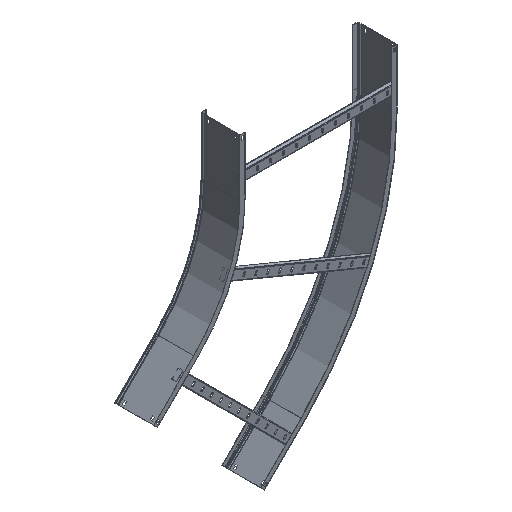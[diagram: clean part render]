
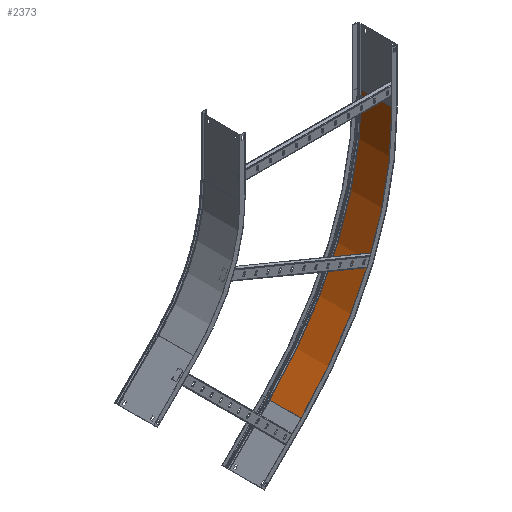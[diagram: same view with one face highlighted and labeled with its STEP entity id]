
A CAD part, isometric view. The second image highlights one B-rep face of the part: STEP entity #2373.
In plain terms, the highlighted cylindrical face has radius 1201 mm (diameter 2402 mm), a partial arc.
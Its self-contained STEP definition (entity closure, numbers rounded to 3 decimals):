
#109 = DIRECTION ( 'NONE',  ( 0., 0., 1. ) ) ;
#158 = CARTESIAN_POINT ( 'NONE',  ( 849.235, 2.2, -849.235 ) ) ;
#399 = VERTEX_POINT ( 'NONE', #5328 ) ;
#581 = EDGE_CURVE ( 'NONE', #399, #2541, #1620, .T. ) ;
#806 = CIRCLE ( 'NONE', #7384, 1201. ) ;
#1110 = CARTESIAN_POINT ( 'NONE',  ( 1201., 0., 0. ) ) ;
#1311 = VECTOR ( 'NONE', #3913, 1000. ) ;
#1493 = DIRECTION ( 'NONE',  ( 0., 1., 0. ) ) ;
#1620 = LINE ( 'NONE', #1110, #1311 ) ;
#2319 = ORIENTED_EDGE ( 'NONE', *, *, #3906, .T. ) ;
#2373 = ADVANCED_FACE ( 'NONE', ( #8237 ), #4822, .F. ) ;
#2541 = VERTEX_POINT ( 'NONE', #3247 ) ;
#2743 = VERTEX_POINT ( 'NONE', #3554 ) ;
#2995 = DIRECTION ( 'NONE',  ( 0., 0., 1. ) ) ;
#3107 = CARTESIAN_POINT ( 'NONE',  ( 0., 0., 0. ) ) ;
#3137 = CARTESIAN_POINT ( 'NONE',  ( 849.235, 1.2, -849.235 ) ) ;
#3247 = CARTESIAN_POINT ( 'NONE',  ( 1201., 134.499, 0. ) ) ;
#3554 = CARTESIAN_POINT ( 'NONE',  ( 849.235, 134.499, -849.235 ) ) ;
#3784 = VECTOR ( 'NONE', #7650, 1000. ) ;
#3906 = EDGE_CURVE ( 'NONE', #5454, #399, #7128, .T. ) ;
#3913 = DIRECTION ( 'NONE',  ( 0., 1., 0. ) ) ;
#4794 = AXIS2_PLACEMENT_3D ( 'NONE', #4964, #7110, #2995 ) ;
#4822 = CYLINDRICAL_SURFACE ( 'NONE', #6644, 1201. ) ;
#4964 = CARTESIAN_POINT ( 'NONE',  ( 0., 1.2, 0. ) ) ;
#5111 = EDGE_CURVE ( 'NONE', #2541, #2743, #806, .T. ) ;
#5162 = EDGE_CURVE ( 'NONE', #5454, #2743, #5819, .T. ) ;
#5169 = ORIENTED_EDGE ( 'NONE', *, *, #581, .T. ) ;
#5328 = CARTESIAN_POINT ( 'NONE',  ( 1201., 1.2, 0. ) ) ;
#5454 = VERTEX_POINT ( 'NONE', #3137 ) ;
#5819 = LINE ( 'NONE', #158, #3784 ) ;
#5927 = DIRECTION ( 'NONE',  ( 0., 1., 0. ) ) ;
#6644 = AXIS2_PLACEMENT_3D ( 'NONE', #3107, #5927, #8563 ) ;
#7004 = CARTESIAN_POINT ( 'NONE',  ( 0., 134.499, 0. ) ) ;
#7110 = DIRECTION ( 'NONE',  ( 0., -1., 0. ) ) ;
#7128 = CIRCLE ( 'NONE', #4794, 1201. ) ;
#7384 = AXIS2_PLACEMENT_3D ( 'NONE', #7004, #1493, #109 ) ;
#7650 = DIRECTION ( 'NONE',  ( 0., 1., 0. ) ) ;
#8237 = FACE_OUTER_BOUND ( 'NONE', #8314, .T. ) ;
#8314 = EDGE_LOOP ( 'NONE', ( #8381, #8425, #2319, #5169 ) ) ;
#8381 = ORIENTED_EDGE ( 'NONE', *, *, #5111, .T. ) ;
#8425 = ORIENTED_EDGE ( 'NONE', *, *, #5162, .F. ) ;
#8563 = DIRECTION ( 'NONE',  ( 0., 0., 1. ) ) ;
